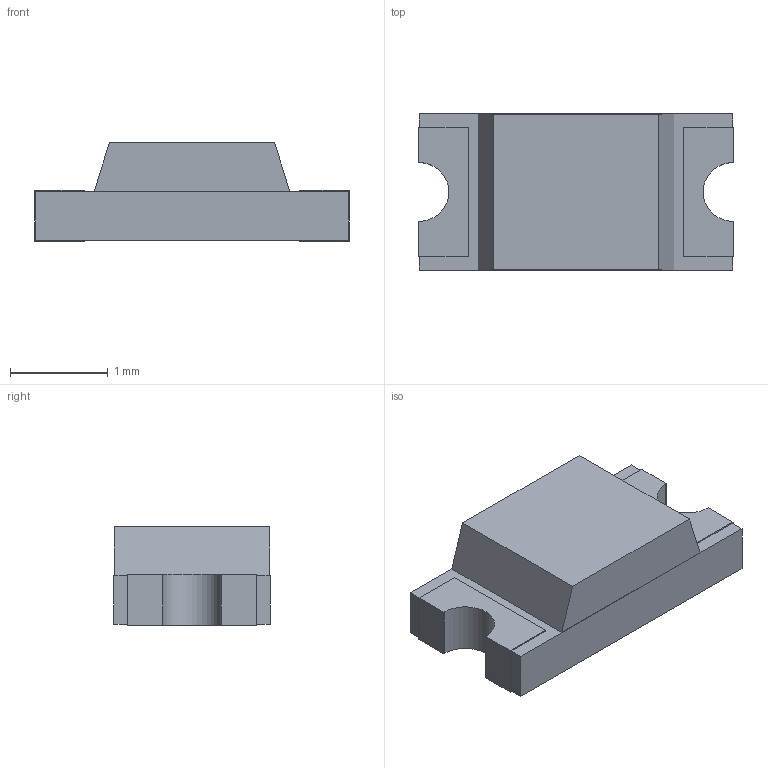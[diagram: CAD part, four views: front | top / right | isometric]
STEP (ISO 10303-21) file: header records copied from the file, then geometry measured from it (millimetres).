
FILE_DESCRIPTION(/* description */ ('Unknown'),/* implementation_level */ '2;1');
FILE_NAME(/* name */ 'HSMD-C150',/* time_stamp */ '2023-03-17T12:11:18+02:00',/* author */ ('Unknown'),/* organization */ ('Unknown'),/* preprocessor_version */ 'ST-DEVELOPER v18.1',/* originating_system */ 'Solid Edge',/* authorisation */ 'Unknown');
FILE_SCHEMA (('AUTOMOTIVE_DESIGN {1 0 10303 214 3 1 1}'));
Length unit declared in the file: millimetre
Products named in the file (1): HSMD-C150
Bounding box: 3.22 x 1.6 x 1.01 mm (x, y, z)
Volume: 3.9 mm3; surface area: 18.1 mm2
Topology: 1 solids, 1 shells, 35 faces, 96 edges, 64 vertices
Faces by surface type: plane 33, cylinder 2
Entity records: 1364 total; most frequent: CARTESIAN_POINT 196, ORIENTED_EDGE 192, DIRECTION 172, EDGE_CURVE 96, LINE 92, VECTOR 92, VERTEX_POINT 64, AXIS2_PLACEMENT_3D 40
